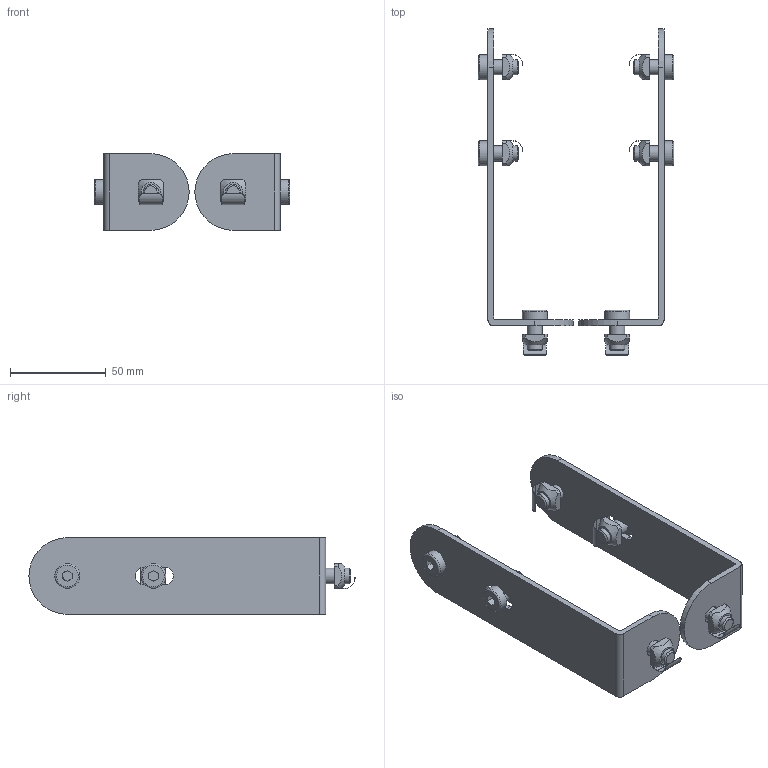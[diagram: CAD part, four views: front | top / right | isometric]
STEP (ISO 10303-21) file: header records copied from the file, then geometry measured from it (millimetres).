
FILE_DESCRIPTION(/* description */ (''),/* implementation_level */ '2;1');
FILE_NAME(/* name */ '290712-0.step',/* time_stamp */ '2021-09-06T15:15:38+02:00',/* author */ ('MuellerJ'),/* organization */ (''),/* preprocessor_version */ 'ST-DEVELOPER v18.1',/* originating_system */ 'Autodesk Inventor 2021',/* authorisation */ '');
FILE_SCHEMA (('AUTOMOTIVE_DESIGN { 1 0 10303 214 3 1 1 }'));
Length unit declared in the file: millimetre
Products named in the file (4): 29-0712-0BZ.000; 29-0712-1FZ.001; leer; 21-1351-2FZ.005
Assembly tree (14 placements, depth 2):
  29-0712-0BZ.000
    29-0712-1FZ.001  x2
    leer  x6
    21-1351-2FZ.005  x6
Bounding box: 102 x 170.3 x 40 mm (x, y, z)
Volume: 54626 mm3; surface area: 42537.5 mm2
Topology: 14 solids, 14 shells, 242 faces, 624 edges, 416 vertices
Faces by surface type: plane 154, cylinder 58, cone 18, torus 12
Full cylindrical faces by diameter (mm): 8 x12, 9 x4, 13 x6
Entity records: 1831 total; most frequent: CARTESIAN_POINT 356, DIRECTION 284, ORIENTED_EDGE 262, EDGE_CURVE 131, AXIS2_PLACEMENT_3D 104, VERTEX_POINT 88, LINE 76, VECTOR 76
